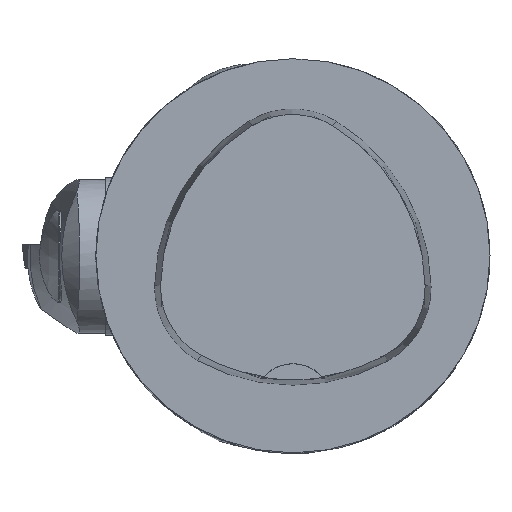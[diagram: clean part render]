
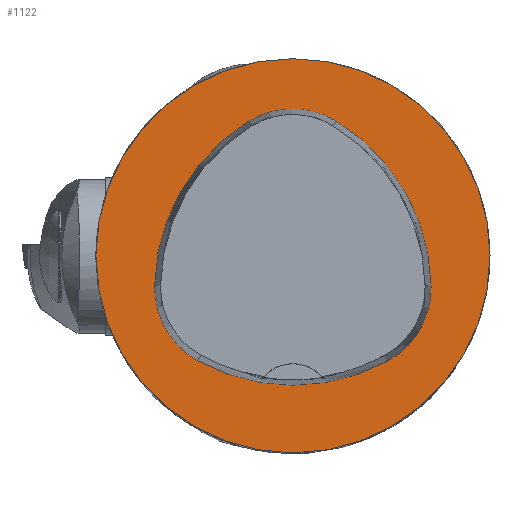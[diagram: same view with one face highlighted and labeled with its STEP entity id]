
A CAD part, top view. The second image highlights one B-rep face of the part: STEP entity #1122.
In plain terms, the highlighted planar face has unit normal (0, 0, 1).
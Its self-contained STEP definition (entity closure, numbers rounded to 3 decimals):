
#430=PLANE('',#8083);
#1122=ADVANCED_FACE('',(#2999,#3000),#430,.T.);
#2768=CIRCLE('',#7969,20.);
#2833=CIRCLE('',#8061,20.);
#2835=CIRCLE('',#8064,8.5);
#2837=CIRCLE('',#8067,20.);
#2839=CIRCLE('',#8070,8.5);
#2843=CIRCLE('',#8075,20.);
#2845=CIRCLE('',#8078,8.5);
#2999=FACE_BOUND('',#3113,.T.);
#3000=FACE_BOUND('',#3114,.T.);
#3113=EDGE_LOOP('',(#3867,#3868,#3869,#3870,#3871,#3872));
#3114=EDGE_LOOP('',(#3873));
#3867=ORIENTED_EDGE('',*,*,#6836,.T.);
#3868=ORIENTED_EDGE('',*,*,#6816,.T.);
#3869=ORIENTED_EDGE('',*,*,#6820,.T.);
#3870=ORIENTED_EDGE('',*,*,#6823,.T.);
#3871=ORIENTED_EDGE('',*,*,#6826,.T.);
#3872=ORIENTED_EDGE('',*,*,#6834,.T.);
#3873=ORIENTED_EDGE('',*,*,#6560,.F.);
#5801=VERTEX_POINT('',#10746);
#6052=VERTEX_POINT('',#11341);
#6053=VERTEX_POINT('',#11342);
#6056=VERTEX_POINT('',#11350);
#6058=VERTEX_POINT('',#11356);
#6060=VERTEX_POINT('',#11362);
#6067=VERTEX_POINT('',#11383);
#6560=EDGE_CURVE('',#5801,#5801,#2768,.T.);
#6816=EDGE_CURVE('',#6052,#6053,#2833,.T.);
#6820=EDGE_CURVE('',#6053,#6056,#2835,.T.);
#6823=EDGE_CURVE('',#6056,#6058,#2837,.T.);
#6826=EDGE_CURVE('',#6058,#6060,#2839,.T.);
#6834=EDGE_CURVE('',#6060,#6067,#2843,.T.);
#6836=EDGE_CURVE('',#6067,#6052,#2845,.T.);
#7969=AXIS2_PLACEMENT_3D('',#10745,#8642,#8643);
#8061=AXIS2_PLACEMENT_3D('',#11340,#8994,#8995);
#8064=AXIS2_PLACEMENT_3D('',#11349,#9002,#9003);
#8067=AXIS2_PLACEMENT_3D('',#11355,#9009,#9010);
#8070=AXIS2_PLACEMENT_3D('',#11361,#9016,#9017);
#8075=AXIS2_PLACEMENT_3D('',#11384,#9028,#9029);
#8078=AXIS2_PLACEMENT_3D('',#11387,#9034,#9035);
#8083=AXIS2_PLACEMENT_3D('',#11392,#9044,#9045);
#8642=DIRECTION('',(0.,0.,-1.));
#8643=DIRECTION('',(-1.,0.,0.));
#8994=DIRECTION('',(0.,0.,-1.));
#8995=DIRECTION('',(-1.,0.,0.));
#9002=DIRECTION('',(0.,0.,-1.));
#9003=DIRECTION('',(-1.,0.,0.));
#9009=DIRECTION('',(0.,0.,-1.));
#9010=DIRECTION('',(-1.,0.,0.));
#9016=DIRECTION('',(0.,0.,-1.));
#9017=DIRECTION('',(-1.,0.,0.));
#9028=DIRECTION('',(0.,0.,-1.));
#9029=DIRECTION('',(-1.,0.,0.));
#9034=DIRECTION('',(0.,0.,-1.));
#9035=DIRECTION('',(-1.,0.,0.));
#9044=DIRECTION('',(0.,0.,1.));
#9045=DIRECTION('',(1.,0.,0.));
#10745=CARTESIAN_POINT('',(0.,0.,0.));
#10746=CARTESIAN_POINT('',(-20.,0.,0.));
#11340=CARTESIAN_POINT('',(5.955,-3.414,0.));
#11341=CARTESIAN_POINT('',(-14.041,-3.042,0.));
#11342=CARTESIAN_POINT('',(-4.472,13.653,0.));
#11349=CARTESIAN_POINT('',(-0.04,6.4,0.));
#11350=CARTESIAN_POINT('',(4.347,13.68,0.));
#11355=CARTESIAN_POINT('',(-5.976,-3.45,0.));
#11356=CARTESIAN_POINT('',(14.021,-3.075,0.));
#11361=CARTESIAN_POINT('',(5.522,-3.235,0.));
#11362=CARTESIAN_POINT('',(9.588,-10.699,0.));
#11383=CARTESIAN_POINT('',(-9.655,-10.639,0.));
#11384=CARTESIAN_POINT('',(0.022,6.864,0.));
#11387=CARTESIAN_POINT('',(-5.543,-3.2,0.));
#11392=CARTESIAN_POINT('',(0.,0.,0.));
